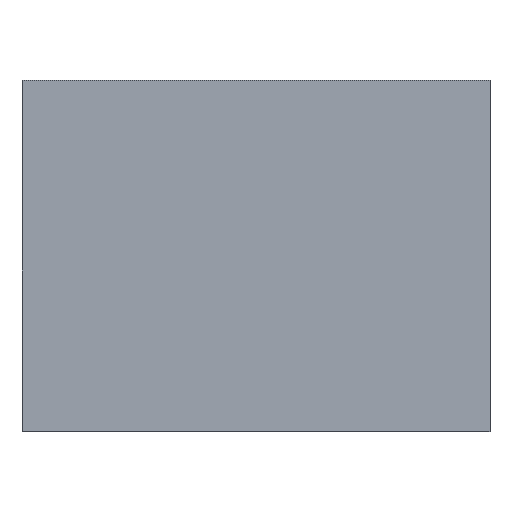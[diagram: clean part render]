
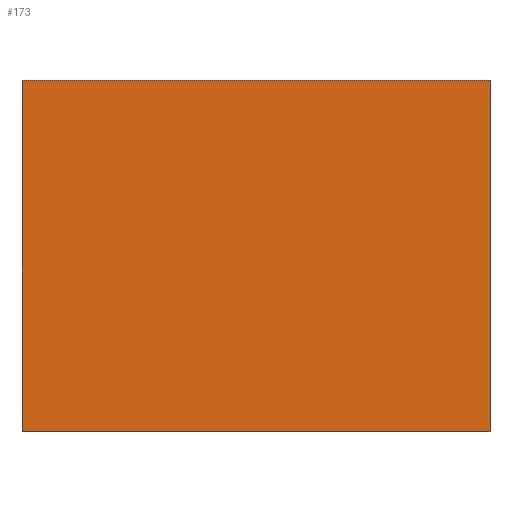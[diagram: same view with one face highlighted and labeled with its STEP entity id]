
A CAD part, top view. The second image highlights one B-rep face of the part: STEP entity #173.
In plain terms, the highlighted planar face has unit normal (0, 0, 1).
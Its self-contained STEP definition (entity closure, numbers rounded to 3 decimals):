
#35=FACE_OUTER_BOUND('',#45,.T.);
#45=EDGE_LOOP('',(#127,#128,#129,#130));
#63=LINE('',#275,#75);
#64=LINE('',#277,#76);
#65=LINE('',#279,#77);
#66=LINE('',#280,#78);
#75=VECTOR('',#225,10.);
#76=VECTOR('',#226,10.);
#77=VECTOR('',#227,10.);
#78=VECTOR('',#228,10.);
#87=VERTEX_POINT('',#273);
#88=VERTEX_POINT('',#274);
#89=VERTEX_POINT('',#276);
#90=VERTEX_POINT('',#278);
#107=EDGE_CURVE('',#87,#88,#63,.T.);
#108=EDGE_CURVE('',#89,#87,#64,.T.);
#109=EDGE_CURVE('',#90,#89,#65,.T.);
#110=EDGE_CURVE('',#88,#90,#66,.T.);
#127=ORIENTED_EDGE('',*,*,#107,.F.);
#128=ORIENTED_EDGE('',*,*,#108,.F.);
#129=ORIENTED_EDGE('',*,*,#109,.F.);
#130=ORIENTED_EDGE('',*,*,#110,.F.);
#167=PLANE('',#203);
#173=ADVANCED_FACE('',(#35),#167,.F.);
#203=AXIS2_PLACEMENT_3D('',#272,#223,#224);
#223=DIRECTION('center_axis',(0.,0.,
-1.));
#224=DIRECTION('ref_axis',(1.,0.,0.));
#225=DIRECTION('',(-1.,0.,0.));
#226=DIRECTION('',(0.,-1.,0.));
#227=DIRECTION('',(1.,0.,0.));
#228=DIRECTION('',(0.,1.,0.));
#272=CARTESIAN_POINT('Origin',(6.813,17.6,4.));
#273=CARTESIAN_POINT('',(46.813,-12.4,4.));
#274=CARTESIAN_POINT('',(6.813,-12.4,4.));
#275=CARTESIAN_POINT('',(6.813,-12.4,4.));
#276=CARTESIAN_POINT('',(46.813,17.6,4.));
#277=CARTESIAN_POINT('',(46.813,16.1,4.));
#278=CARTESIAN_POINT('',(6.813,17.6,4.));
#279=CARTESIAN_POINT('',(26.813,17.6,4.));
#280=CARTESIAN_POINT('',(6.813,17.6,4.));
